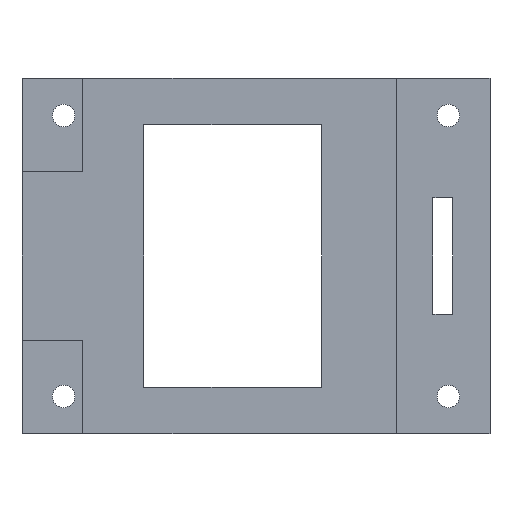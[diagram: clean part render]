
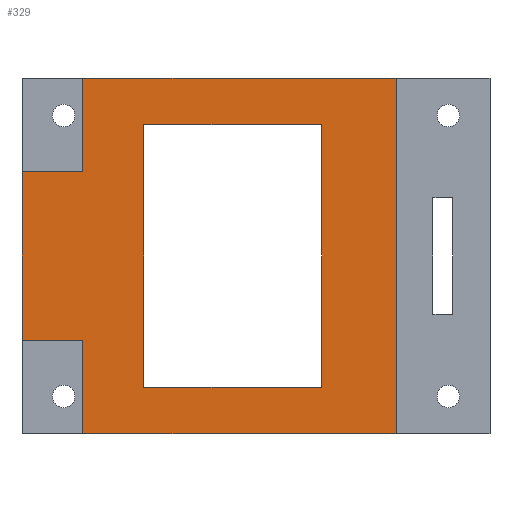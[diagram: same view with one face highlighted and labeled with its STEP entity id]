
A CAD part, front view. The second image highlights one B-rep face of the part: STEP entity #329.
In plain terms, the highlighted planar face has unit normal (0, -1, 0).
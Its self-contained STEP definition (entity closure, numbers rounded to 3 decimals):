
#50 = VERTEX_POINT('',#51);
#51 = CARTESIAN_POINT('',(6.5,-4.,0.));
#57 = EDGE_CURVE('',#50,#58,#60,.T.);
#58 = VERTEX_POINT('',#59);
#59 = CARTESIAN_POINT('',(40.,-4.,0.));
#60 = LINE('',#61,#62);
#61 = CARTESIAN_POINT('',(0.,-4.,0.));
#62 = VECTOR('',#63,1.);
#63 = DIRECTION('',(1.,0.,0.));
#106 = VERTEX_POINT('',#107);
#107 = CARTESIAN_POINT('',(0.,-4.,28.));
#113 = EDGE_CURVE('',#106,#114,#116,.T.);
#114 = VERTEX_POINT('',#115);
#115 = CARTESIAN_POINT('',(0.,-4.,10.));
#116 = LINE('',#117,#118);
#117 = CARTESIAN_POINT('',(0.,-4.,38.));
#118 = VECTOR('',#119,1.);
#119 = DIRECTION('',(0.,0.,-1.));
#329 = ADVANCED_FACE('',(#330,#378),#412,.F.);
#330 = FACE_BOUND('',#331,.F.);
#331 = EDGE_LOOP('',(#332,#333,#341,#347,#348,#356,#364,#372));
#332 = ORIENTED_EDGE('',*,*,#57,.F.);
#333 = ORIENTED_EDGE('',*,*,#334,.F.);
#334 = EDGE_CURVE('',#335,#50,#337,.T.);
#335 = VERTEX_POINT('',#336);
#336 = CARTESIAN_POINT('',(6.5,-4.,10.));
#337 = LINE('',#338,#339);
#338 = CARTESIAN_POINT('',(6.5,-4.,10.));
#339 = VECTOR('',#340,1.);
#340 = DIRECTION('',(0.,0.,-1.));
#341 = ORIENTED_EDGE('',*,*,#342,.F.);
#342 = EDGE_CURVE('',#114,#335,#343,.T.);
#343 = LINE('',#344,#345);
#344 = CARTESIAN_POINT('',(0.,-4.,10.));
#345 = VECTOR('',#346,1.);
#346 = DIRECTION('',(1.,0.,0.));
#347 = ORIENTED_EDGE('',*,*,#113,.F.);
#348 = ORIENTED_EDGE('',*,*,#349,.T.);
#349 = EDGE_CURVE('',#106,#350,#352,.T.);
#350 = VERTEX_POINT('',#351);
#351 = CARTESIAN_POINT('',(6.5,-4.,28.));
#352 = LINE('',#353,#354);
#353 = CARTESIAN_POINT('',(0.,-4.,28.));
#354 = VECTOR('',#355,1.);
#355 = DIRECTION('',(1.,0.,0.));
#356 = ORIENTED_EDGE('',*,*,#357,.F.);
#357 = EDGE_CURVE('',#358,#350,#360,.T.);
#358 = VERTEX_POINT('',#359);
#359 = CARTESIAN_POINT('',(6.5,-4.,38.));
#360 = LINE('',#361,#362);
#361 = CARTESIAN_POINT('',(6.5,-4.,38.));
#362 = VECTOR('',#363,1.);
#363 = DIRECTION('',(0.,0.,-1.));
#364 = ORIENTED_EDGE('',*,*,#365,.F.);
#365 = EDGE_CURVE('',#366,#358,#368,.T.);
#366 = VERTEX_POINT('',#367);
#367 = CARTESIAN_POINT('',(40.,-4.,38.));
#368 = LINE('',#369,#370);
#369 = CARTESIAN_POINT('',(50.,-4.,38.));
#370 = VECTOR('',#371,1.);
#371 = DIRECTION('',(-1.,0.,0.));
#372 = ORIENTED_EDGE('',*,*,#373,.F.);
#373 = EDGE_CURVE('',#58,#366,#374,.T.);
#374 = LINE('',#375,#376);
#375 = CARTESIAN_POINT('',(40.,-4.,0.));
#376 = VECTOR('',#377,1.);
#377 = DIRECTION('',(0.,0.,1.));
#378 = FACE_BOUND('',#379,.F.);
#379 = EDGE_LOOP('',(#380,#390,#398,#406));
#380 = ORIENTED_EDGE('',*,*,#381,.T.);
#381 = EDGE_CURVE('',#382,#384,#386,.T.);
#382 = VERTEX_POINT('',#383);
#383 = CARTESIAN_POINT('',(13.,-4.,33.));
#384 = VERTEX_POINT('',#385);
#385 = CARTESIAN_POINT('',(13.,-4.,5.));
#386 = LINE('',#387,#388);
#387 = CARTESIAN_POINT('',(13.,-4.,26.));
#388 = VECTOR('',#389,1.);
#389 = DIRECTION('',(0.,0.,-1.));
#390 = ORIENTED_EDGE('',*,*,#391,.T.);
#391 = EDGE_CURVE('',#384,#392,#394,.T.);
#392 = VERTEX_POINT('',#393);
#393 = CARTESIAN_POINT('',(32.,-4.,5.));
#394 = LINE('',#395,#396);
#395 = CARTESIAN_POINT('',(19.,-4.,5.));
#396 = VECTOR('',#397,1.);
#397 = DIRECTION('',(1.,0.,0.));
#398 = ORIENTED_EDGE('',*,*,#399,.T.);
#399 = EDGE_CURVE('',#392,#400,#402,.T.);
#400 = VERTEX_POINT('',#401);
#401 = CARTESIAN_POINT('',(32.,-4.,33.));
#402 = LINE('',#403,#404);
#403 = CARTESIAN_POINT('',(32.,-4.,12.));
#404 = VECTOR('',#405,1.);
#405 = DIRECTION('',(0.,0.,1.));
#406 = ORIENTED_EDGE('',*,*,#407,.T.);
#407 = EDGE_CURVE('',#400,#382,#408,.T.);
#408 = LINE('',#409,#410);
#409 = CARTESIAN_POINT('',(28.5,-4.,33.));
#410 = VECTOR('',#411,1.);
#411 = DIRECTION('',(-1.,0.,0.));
#412 = PLANE('',#413);
#413 = AXIS2_PLACEMENT_3D('',#414,#415,#416);
#414 = CARTESIAN_POINT('',(25.,-4.,19.));
#415 = DIRECTION('',(0.,1.,0.));
#416 = DIRECTION('',(0.,0.,1.));
